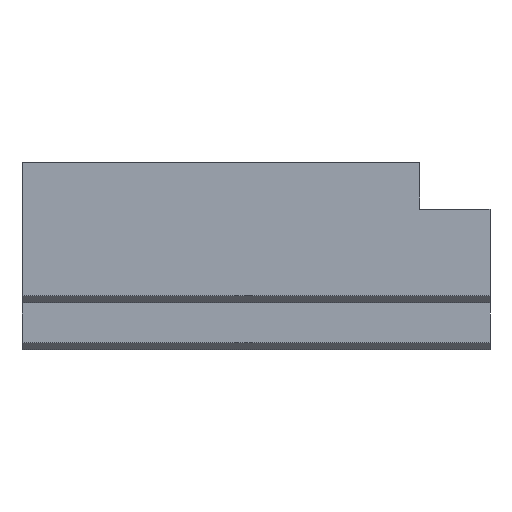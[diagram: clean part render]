
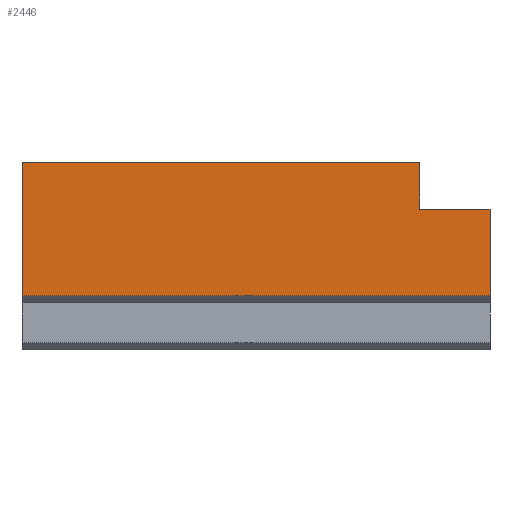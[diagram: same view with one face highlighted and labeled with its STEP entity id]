
A CAD part, front view. The second image highlights one B-rep face of the part: STEP entity #2446.
In plain terms, the highlighted planar face has unit normal (0, -1, 0).
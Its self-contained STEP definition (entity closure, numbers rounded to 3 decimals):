
#384=FACE_OUTER_BOUND('',#526,.T.);
#526=EDGE_LOOP('',(#2257,#2258,#2259,#2260,#2261,#2262));
#528=LINE('',#2875,#736);
#543=LINE('',#2910,#751);
#559=LINE('',#2941,#767);
#564=LINE('',#2951,#772);
#728=LINE('',#4796,#936);
#734=LINE('',#4821,#942);
#736=VECTOR('',#2532,10.);
#751=VECTOR('',#2559,10.);
#767=VECTOR('',#2585,10.);
#772=VECTOR('',#2596,10.);
#936=VECTOR('',#2832,10.);
#942=VECTOR('',#2864,10.);
#943=VERTEX_POINT('',#2871);
#945=VERTEX_POINT('',#2874);
#959=VERTEX_POINT('',#2909);
#969=VERTEX_POINT('',#2940);
#971=VERTEX_POINT('',#2950);
#1176=VERTEX_POINT('',#4795);
#1184=EDGE_CURVE('',#945,#943,#528,.T.);
#1201=EDGE_CURVE('',#959,#945,#543,.T.);
#1217=EDGE_CURVE('',#959,#969,#559,.T.);
#1222=EDGE_CURVE('',#969,#971,#564,.T.);
#1530=EDGE_CURVE('',#971,#1176,#728,.T.);
#1542=EDGE_CURVE('',#943,#1176,#734,.T.);
#2257=ORIENTED_EDGE('',*,*,#1542,.T.);
#2258=ORIENTED_EDGE('',*,*,#1530,.F.);
#2259=ORIENTED_EDGE('',*,*,#1222,.F.);
#2260=ORIENTED_EDGE('',*,*,#1217,.F.);
#2261=ORIENTED_EDGE('',*,*,#1201,.T.);
#2262=ORIENTED_EDGE('',*,*,#1184,.T.);
#2316=PLANE('',#2526);
#2446=ADVANCED_FACE('',(#384),#2316,.T.);
#2526=AXIS2_PLACEMENT_3D('',#4823,#2867,#2868);
#2532=DIRECTION('',(-1.,0.,0.));
#2559=DIRECTION('',(0.,0.,1.));
#2585=DIRECTION('',(-1.,0.,0.));
#2596=DIRECTION('',(0.,0.,1.));
#2832=DIRECTION('',(1.,0.,0.));
#2864=DIRECTION('',(0.,0.,1.));
#2867=DIRECTION('center_axis',(0.,-1.,0.));
#2868=DIRECTION('ref_axis',(1.,0.,0.));
#2871=CARTESIAN_POINT('',(17.,0.,6.));
#2874=CARTESIAN_POINT('',(20.,0.,6.));
#2875=CARTESIAN_POINT('',(5.,0.,6.));
#2909=CARTESIAN_POINT('',(20.,0.,2.3));
#2910=CARTESIAN_POINT('',(20.,0.,0.));
#2940=CARTESIAN_POINT('',(0.,0.,2.3));
#2941=CARTESIAN_POINT('',(5.,0.,2.3));
#2950=CARTESIAN_POINT('',(0.,0.,8.));
#2951=CARTESIAN_POINT('',(0.,0.,0.));
#4795=CARTESIAN_POINT('',(17.,0.,8.));
#4796=CARTESIAN_POINT('',(17.,0.,8.));
#4821=CARTESIAN_POINT('',(17.,0.,3.2));
#4823=CARTESIAN_POINT('Origin',(0.,0.,0.));
